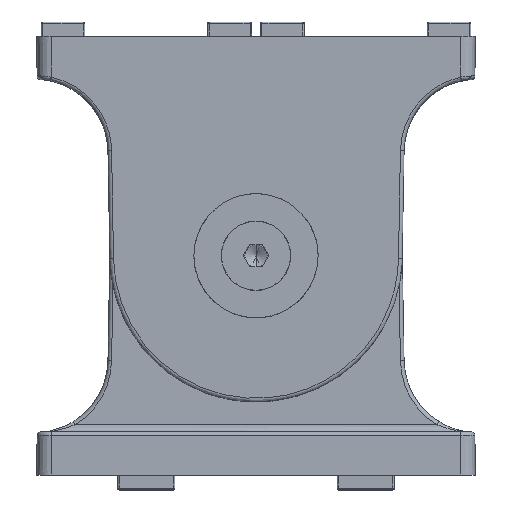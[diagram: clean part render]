
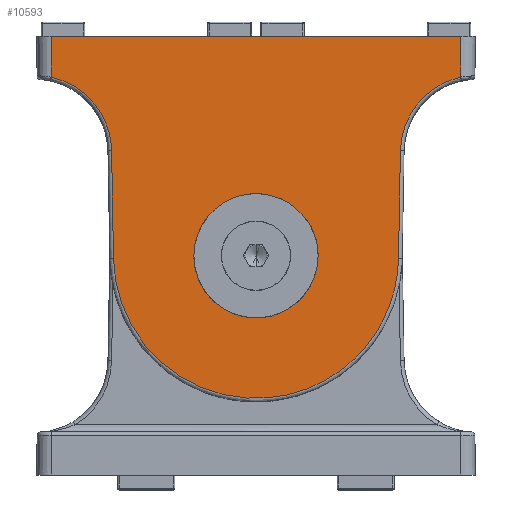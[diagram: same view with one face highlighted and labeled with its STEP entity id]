
A CAD part, top view. The second image highlights one B-rep face of the part: STEP entity #10593.
In plain terms, the highlighted face is planar.
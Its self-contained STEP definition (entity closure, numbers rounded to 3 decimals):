
#109 = ORIENTED_EDGE ( 'NONE', *, *, #13920, .T. ) ;
#187 = CARTESIAN_POINT ( 'NONE',  ( -8.5, 30., -14.738 ) ) ;
#496 = ORIENTED_EDGE ( 'NONE', *, *, #13980, .T. ) ;
#512 = CARTESIAN_POINT ( 'NONE',  ( 19.757, 15.638, -14.864 ) ) ;
#918 = ORIENTED_EDGE ( 'NONE', *, *, #13988, .T. ) ;
#1082 = CARTESIAN_POINT ( 'NONE',  ( 30., 0., -15. ) ) ;
#1130 = ORIENTED_EDGE ( 'NONE', *, *, #14051, .T. ) ;
#1406 = CARTESIAN_POINT ( 'NONE',  ( 8.5, 30., -14.738 ) ) ;
#1522 = ORIENTED_EDGE ( 'NONE', *, *, #14052, .T. ) ;
#1782 = VERTEX_POINT ( 'NONE', #6272 ) ;
#1850 = CARTESIAN_POINT ( 'NONE',  ( -19.5, 30.345, -14.735 ) ) ;
#1907 = CARTESIAN_POINT ( 'NONE',  ( 19.845, 10.578, -14.908 ) ) ;
#1943 = ORIENTED_EDGE ( 'NONE', *, *, #14070, .T. ) ;
#2000 = LINE ( 'NONE', #512, #8088 ) ;
#2323 = ORIENTED_EDGE ( 'NONE', *, *, #14168, .T. ) ;
#2324 = CARTESIAN_POINT ( 'NONE',  ( -19.5, 30.345, -14.735 ) ) ;
#2365 = DIRECTION ( 'NONE',  ( -1., 0., 0. ) ) ;
#2877 = ORIENTED_EDGE ( 'NONE', *, *, #13299, .T. ) ;
#2886 = CARTESIAN_POINT ( 'NONE',  ( -23.053, 6.658, -14.942 ) ) ;
#2962 = CARTESIAN_POINT ( 'NONE',  ( -28., 0., -15. ) ) ;
#3015 = CARTESIAN_POINT ( 'NONE',  ( -28., 5.57, -14.951 ) ) ;
#3099 = CARTESIAN_POINT ( 'NONE',  ( 19.5, 30.345, -14.735 ) ) ;
#3331 =( BOUNDED_CURVE ( )  B_SPLINE_CURVE ( 3, ( #1850, #9221, #10484, #3099 ),
 .UNSPECIFIED., .F., .F. ) 
 B_SPLINE_CURVE_WITH_KNOTS ( ( 4, 4 ),
 ( 1.588, 4.695 ),
 .UNSPECIFIED. ) 
 CURVE ( )  GEOMETRIC_REPRESENTATION_ITEM ( )  RATIONAL_B_SPLINE_CURVE ( ( 1., 0.345, 0.345, 1. ) ) 
 REPRESENTATION_ITEM ( '' )  );
#3561 = LINE ( 'NONE', #5750, #6784 ) ;
#3582 = CARTESIAN_POINT ( 'NONE',  ( -8.5, 30., -14.738 ) ) ;
#3938 = FACE_BOUND ( 'NONE', #14552, .T. ) ;
#4092 = CARTESIAN_POINT ( 'NONE',  ( -19.757, 15.642, -14.863 ) ) ;
#4223 =( BOUNDED_CURVE ( )  B_SPLINE_CURVE ( 3, ( #3582, #4831, #6040, #14744 ),
 .UNSPECIFIED., .F., .F. ) 
 B_SPLINE_CURVE_WITH_KNOTS ( ( 4, 4 ),
 ( 4.712, 7.854 ),
 .UNSPECIFIED. ) 
 CURVE ( )  GEOMETRIC_REPRESENTATION_ITEM ( )  RATIONAL_B_SPLINE_CURVE ( ( 1., 0.333, 0.333, 1. ) ) 
 REPRESENTATION_ITEM ( '' )  );
#4340 = CARTESIAN_POINT ( 'NONE',  ( 23.053, 6.658, -14.942 ) ) ;
#4443 = VERTEX_POINT ( 'NONE', #2324 ) ;
#4582 = VERTEX_POINT ( 'NONE', #11327 ) ;
#4831 = CARTESIAN_POINT ( 'NONE',  ( -8.5, 13., -14.887 ) ) ;
#4936 = PLANE ( 'NONE',  #8437 ) ;
#5146 =( BOUNDED_CURVE ( )  B_SPLINE_CURVE ( 3, ( #1406, #8781, #7538, #187 ),
 .UNSPECIFIED., .F., .F. ) 
 B_SPLINE_CURVE_WITH_KNOTS ( ( 4, 4 ),
 ( 1.571, 4.712 ),
 .UNSPECIFIED. ) 
 CURVE ( )  GEOMETRIC_REPRESENTATION_ITEM ( )  RATIONAL_B_SPLINE_CURVE ( ( 1., 0.333, 0.333, 1. ) ) 
 REPRESENTATION_ITEM ( '' )  );
#5354 = CARTESIAN_POINT ( 'NONE',  ( -19.5, 30.34, -14.735 ) ) ;
#5430 = VECTOR ( 'NONE', #2365, 1000. ) ;
#5522 = VERTEX_POINT ( 'NONE', #15068 ) ;
#5585 = VECTOR ( 'NONE', #14075, 1000. ) ;
#5613 =( BOUNDED_CURVE ( )  B_SPLINE_CURVE ( 3, ( #10531, #1907, #4340, #13053 ),
 .UNSPECIFIED., .F., .F. ) 
 B_SPLINE_CURVE_WITH_KNOTS ( ( 4, 4 ),
 ( 4.73, 6.067 ),
 .UNSPECIFIED. ) 
 CURVE ( )  GEOMETRIC_REPRESENTATION_ITEM ( )  RATIONAL_B_SPLINE_CURVE ( ( 1., 0.857, 0.857, 1. ) ) 
 REPRESENTATION_ITEM ( '' )  );
#5750 = CARTESIAN_POINT ( 'NONE',  ( 28., 0., -15. ) ) ;
#6040 = CARTESIAN_POINT ( 'NONE',  ( 8.5, 13., -14.887 ) ) ;
#6105 = CARTESIAN_POINT ( 'NONE',  ( 28., 5.57, -14.951 ) ) ;
#6156 = DIRECTION ( 'NONE',  ( 0., 1., 0.009 ) ) ;
#6272 = CARTESIAN_POINT ( 'NONE',  ( -8.5, 30., -14.738 ) ) ;
#6292 = EDGE_CURVE ( 'NONE', #1782, #11404, #4223, .T. ) ;
#6744 = DIRECTION ( 'NONE',  ( 0.017, -1., -0.009 ) ) ;
#6784 = VECTOR ( 'NONE', #15649, 1000. ) ;
#7176 = FACE_OUTER_BOUND ( 'NONE', #13999, .T. ) ;
#7538 = CARTESIAN_POINT ( 'NONE',  ( -8.5, 47., -14.59 ) ) ;
#7588 = DIRECTION ( 'NONE',  ( 0., 1., 0.009 ) ) ;
#8088 = VECTOR ( 'NONE', #6744, 1000. ) ;
#8437 = AXIS2_PLACEMENT_3D ( 'NONE', #8615, #13652, #6156 ) ;
#8615 = CARTESIAN_POINT ( 'NONE',  ( 30., 0., -15. ) ) ;
#8781 = CARTESIAN_POINT ( 'NONE',  ( 8.5, 47., -14.59 ) ) ;
#8924 = LINE ( 'NONE', #5354, #5585 ) ;
#9140 = LINE ( 'NONE', #1082, #5430 ) ;
#9221 = CARTESIAN_POINT ( 'NONE',  ( -18.842, 68.024, -14.406 ) ) ;
#9935 = VERTEX_POINT ( 'NONE', #11519 ) ;
#10102 = VECTOR ( 'NONE', #7588, 1000. ) ;
#10262 = CARTESIAN_POINT ( 'NONE',  ( -28., 5.57, -14.951 ) ) ;
#10346 = VERTEX_POINT ( 'NONE', #3015 ) ;
#10484 = CARTESIAN_POINT ( 'NONE',  ( 18.842, 68.024, -14.406 ) ) ;
#10495 = LINE ( 'NONE', #15061, #10102 ) ;
#10531 = CARTESIAN_POINT ( 'NONE',  ( 19.757, 15.642, -14.863 ) ) ;
#10570 = VERTEX_POINT ( 'NONE', #6105 ) ;
#10593 = ADVANCED_FACE ( 'NONE', ( #3938, #7176 ), #4936, .T. ) ;
#11327 = CARTESIAN_POINT ( 'NONE',  ( -19.757, 15.642, -14.863 ) ) ;
#11404 = VERTEX_POINT ( 'NONE', #11973 ) ;
#11519 = CARTESIAN_POINT ( 'NONE',  ( 19.757, 15.642, -14.863 ) ) ;
#11533 = CARTESIAN_POINT ( 'NONE',  ( -19.845, 10.578, -14.908 ) ) ;
#11961 =( BOUNDED_CURVE ( )  B_SPLINE_CURVE ( 3, ( #10262, #2886, #11533, #4092 ),
 .UNSPECIFIED., .F., .F. ) 
 B_SPLINE_CURVE_WITH_KNOTS ( ( 4, 4 ),
 ( 0.216, 1.553 ),
 .UNSPECIFIED. ) 
 CURVE ( )  GEOMETRIC_REPRESENTATION_ITEM ( )  RATIONAL_B_SPLINE_CURVE ( ( 1., 0.857, 0.857, 1. ) ) 
 REPRESENTATION_ITEM ( '' )  );
#11973 = CARTESIAN_POINT ( 'NONE',  ( 8.5, 30., -14.738 ) ) ;
#12095 = CARTESIAN_POINT ( 'NONE',  ( 19.5, 30.345, -14.735 ) ) ;
#13053 = CARTESIAN_POINT ( 'NONE',  ( 28., 5.57, -14.951 ) ) ;
#13299 = EDGE_CURVE ( 'NONE', #5522, #15003, #9140, .T. ) ;
#13652 = DIRECTION ( 'NONE',  ( 0., 0.009, -1. ) ) ;
#13903 = EDGE_CURVE ( 'NONE', #11404, #1782, #5146, .T. ) ;
#13920 = EDGE_CURVE ( 'NONE', #15003, #10346, #10495, .T. ) ;
#13980 = EDGE_CURVE ( 'NONE', #10346, #4582, #11961, .T. ) ;
#13988 = EDGE_CURVE ( 'NONE', #4582, #4443, #8924, .T. ) ;
#13999 = EDGE_LOOP ( 'NONE', ( #109, #496, #918, #1130, #1522, #1943, #2323, #2877 ) ) ;
#14051 = EDGE_CURVE ( 'NONE', #4443, #15037, #3331, .T. ) ;
#14052 = EDGE_CURVE ( 'NONE', #15037, #9935, #2000, .T. ) ;
#14070 = EDGE_CURVE ( 'NONE', #9935, #10570, #5613, .T. ) ;
#14075 = DIRECTION ( 'NONE',  ( 0.017, 1., 0.009 ) ) ;
#14168 = EDGE_CURVE ( 'NONE', #10570, #5522, #3561, .T. ) ;
#14503 = ORIENTED_EDGE ( 'NONE', *, *, #6292, .T. ) ;
#14552 = EDGE_LOOP ( 'NONE', ( #14503, #15545 ) ) ;
#14744 = CARTESIAN_POINT ( 'NONE',  ( 8.5, 30., -14.738 ) ) ;
#15003 = VERTEX_POINT ( 'NONE', #2962 ) ;
#15037 = VERTEX_POINT ( 'NONE', #12095 ) ;
#15061 = CARTESIAN_POINT ( 'NONE',  ( -28., 0., -15. ) ) ;
#15068 = CARTESIAN_POINT ( 'NONE',  ( 28., 0., -15. ) ) ;
#15545 = ORIENTED_EDGE ( 'NONE', *, *, #13903, .T. ) ;
#15649 = DIRECTION ( 'NONE',  ( 0., -1., -0.009 ) ) ;
